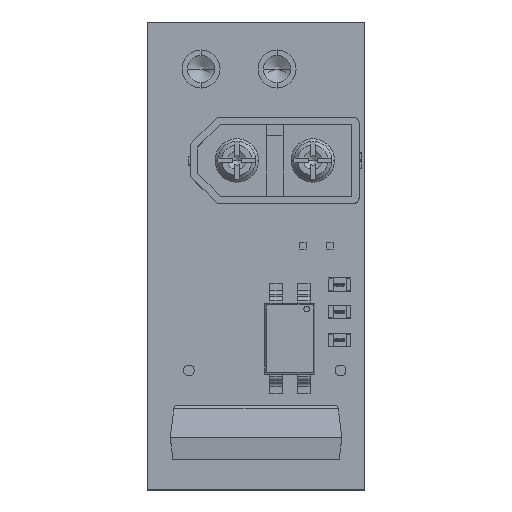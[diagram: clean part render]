
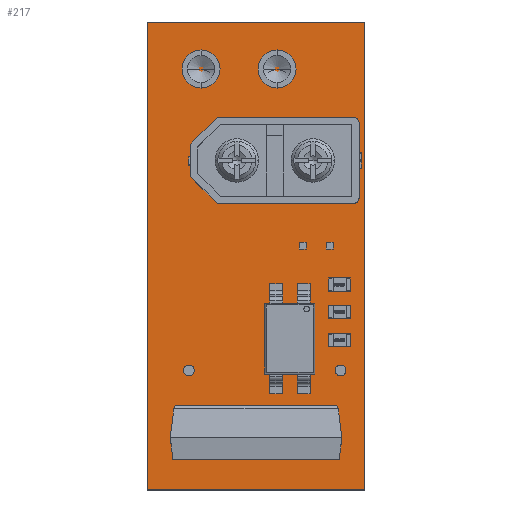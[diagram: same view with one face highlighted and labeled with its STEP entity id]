
A CAD part, top view. The second image highlights one B-rep face of the part: STEP entity #217.
In plain terms, the highlighted planar face has unit normal (0, 0, 1).
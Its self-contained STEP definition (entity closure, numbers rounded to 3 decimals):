
#88 = VERTEX_POINT('',#89);
#89 = CARTESIAN_POINT('',(0.,0.,0.411));
#95 = EDGE_CURVE('',#88,#96,#98,.T.);
#96 = VERTEX_POINT('',#97);
#97 = CARTESIAN_POINT('',(20.,0.,0.411));
#98 = LINE('',#99,#100);
#99 = CARTESIAN_POINT('',(0.,0.,0.411));
#100 = VECTOR('',#101,1.);
#101 = DIRECTION('',(1.,0.,0.));
#126 = EDGE_CURVE('',#96,#127,#129,.T.);
#127 = VERTEX_POINT('',#128);
#128 = CARTESIAN_POINT('',(20.,43.1,0.411));
#129 = LINE('',#130,#131);
#130 = CARTESIAN_POINT('',(20.,0.,0.411));
#131 = VECTOR('',#132,1.);
#132 = DIRECTION('',(0.,1.,0.));
#157 = EDGE_CURVE('',#127,#158,#160,.T.);
#158 = VERTEX_POINT('',#159);
#159 = CARTESIAN_POINT('',(0.,43.1,0.411));
#160 = LINE('',#161,#162);
#161 = CARTESIAN_POINT('',(20.,43.1,0.411));
#162 = VECTOR('',#163,1.);
#163 = DIRECTION('',(-1.,0.,0.));
#188 = EDGE_CURVE('',#158,#88,#189,.T.);
#189 = LINE('',#190,#191);
#190 = CARTESIAN_POINT('',(0.,43.1,0.411));
#191 = VECTOR('',#192,1.);
#192 = DIRECTION('',(0.,-1.,0.));
#217 = ADVANCED_FACE('',(#218),#224,.T.);
#218 = FACE_BOUND('',#219,.T.);
#219 = EDGE_LOOP('',(#220,#221,#222,#223));
#220 = ORIENTED_EDGE('',*,*,#95,.T.);
#221 = ORIENTED_EDGE('',*,*,#126,.T.);
#222 = ORIENTED_EDGE('',*,*,#157,.T.);
#223 = ORIENTED_EDGE('',*,*,#188,.T.);
#224 = PLANE('',#225);
#225 = AXIS2_PLACEMENT_3D('',#226,#227,#228);
#226 = CARTESIAN_POINT('',(10.,21.55,0.411));
#227 = DIRECTION('',(0.,0.,1.));
#228 = DIRECTION('',(1.,0.,-0.));
